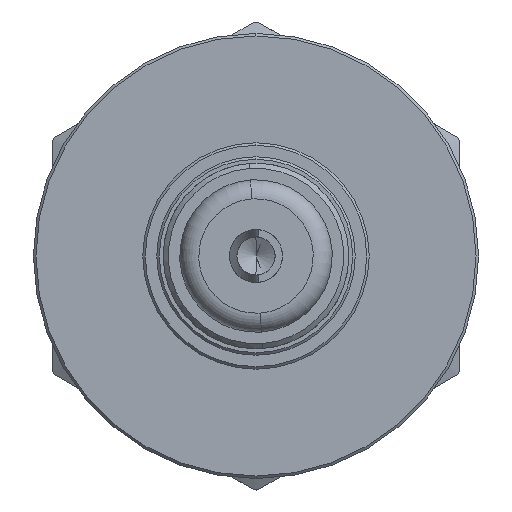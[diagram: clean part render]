
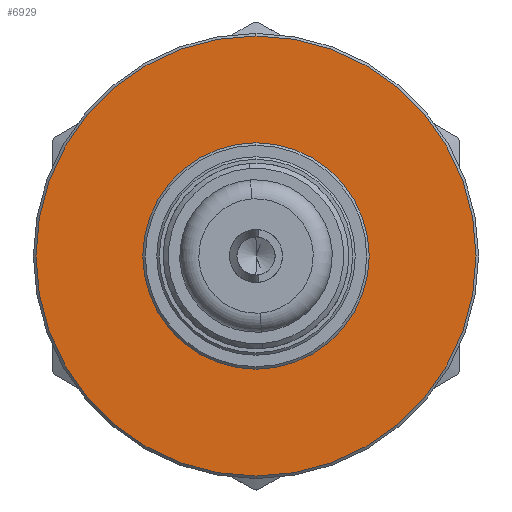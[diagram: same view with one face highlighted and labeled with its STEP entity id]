
A CAD part, left-side view. The second image highlights one B-rep face of the part: STEP entity #6929.
In plain terms, the highlighted planar face has unit normal (-1, 0, 0).
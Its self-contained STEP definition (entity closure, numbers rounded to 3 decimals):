
#515 = CARTESIAN_POINT ( 'NONE',  ( -23.8, 0., -8.65 ) ) ;
#797 = CARTESIAN_POINT ( 'NONE',  ( -23.8, 0., 0. ) ) ;
#1389 = EDGE_CURVE ( 'NONE', #3314, #2905, #14423, .T. ) ;
#1586 = CARTESIAN_POINT ( 'NONE',  ( -23.8, 0., 0. ) ) ;
#2774 = DIRECTION ( 'NONE',  ( 0., 0., -1. ) ) ;
#2905 = VERTEX_POINT ( 'NONE', #10928 ) ;
#3299 = DIRECTION ( 'NONE',  ( -1., 0., 0. ) ) ;
#3314 = VERTEX_POINT ( 'NONE', #13730 ) ;
#3992 = DIRECTION ( 'NONE',  ( 0., 0., 1. ) ) ;
#4020 = EDGE_LOOP ( 'NONE', ( #9813, #14253 ) ) ;
#4258 = DIRECTION ( 'NONE',  ( -1., 0., 0. ) ) ;
#4727 = CARTESIAN_POINT ( 'NONE',  ( -23.8, 0., 0. ) ) ;
#5096 = ORIENTED_EDGE ( 'NONE', *, *, #13610, .T. ) ;
#5437 = CIRCLE ( 'NONE', #12666, 8.65 ) ;
#5683 = FACE_OUTER_BOUND ( 'NONE', #10233, .T. ) ;
#5864 = CARTESIAN_POINT ( 'NONE',  ( -23.8, 8.75, 0. ) ) ;
#6157 = CIRCLE ( 'NONE', #7662, 4.45 ) ;
#6296 = DIRECTION ( 'NONE',  ( 0., 0., -1. ) ) ;
#6929 = ADVANCED_FACE ( 'NONE', ( #5683, #11418 ), #14545, .T. ) ;
#7662 = AXIS2_PLACEMENT_3D ( 'NONE', #797, #8340, #2774 ) ;
#7935 = ORIENTED_EDGE ( 'NONE', *, *, #10403, .T. ) ;
#8043 = CARTESIAN_POINT ( 'NONE',  ( -23.8, 0., 8.65 ) ) ;
#8340 = DIRECTION ( 'NONE',  ( 1., 0., 0. ) ) ;
#9626 = AXIS2_PLACEMENT_3D ( 'NONE', #4727, #3299, #15008 ) ;
#9781 = EDGE_CURVE ( 'NONE', #2905, #3314, #6157, .T. ) ;
#9813 = ORIENTED_EDGE ( 'NONE', *, *, #1389, .T. ) ;
#9912 = CIRCLE ( 'NONE', #9626, 8.65 ) ;
#10233 = EDGE_LOOP ( 'NONE', ( #5096, #7935 ) ) ;
#10403 = EDGE_CURVE ( 'NONE', #13958, #17693, #5437, .T. ) ;
#10928 = CARTESIAN_POINT ( 'NONE',  ( -23.8, 0., 4.45 ) ) ;
#11418 = FACE_BOUND ( 'NONE', #4020, .T. ) ;
#11586 = DIRECTION ( 'NONE',  ( -1., 0., 0. ) ) ;
#11600 = DIRECTION ( 'NONE',  ( 0., 0., 1. ) ) ;
#12666 = AXIS2_PLACEMENT_3D ( 'NONE', #1586, #11586, #3992 ) ;
#13610 = EDGE_CURVE ( 'NONE', #17693, #13958, #9912, .T. ) ;
#13730 = CARTESIAN_POINT ( 'NONE',  ( -23.8, 0., -4.45 ) ) ;
#13958 = VERTEX_POINT ( 'NONE', #8043 ) ;
#14253 = ORIENTED_EDGE ( 'NONE', *, *, #9781, .T. ) ;
#14423 = CIRCLE ( 'NONE', #16837, 4.45 ) ;
#14545 = PLANE ( 'NONE',  #15822 ) ;
#15008 = DIRECTION ( 'NONE',  ( 0., 0., 1. ) ) ;
#15822 = AXIS2_PLACEMENT_3D ( 'NONE', #5864, #4258, #11600 ) ;
#16210 = DIRECTION ( 'NONE',  ( 1., 0., 0. ) ) ;
#16302 = CARTESIAN_POINT ( 'NONE',  ( -23.8, 0., 0. ) ) ;
#16837 = AXIS2_PLACEMENT_3D ( 'NONE', #16302, #16210, #6296 ) ;
#17693 = VERTEX_POINT ( 'NONE', #515 ) ;
